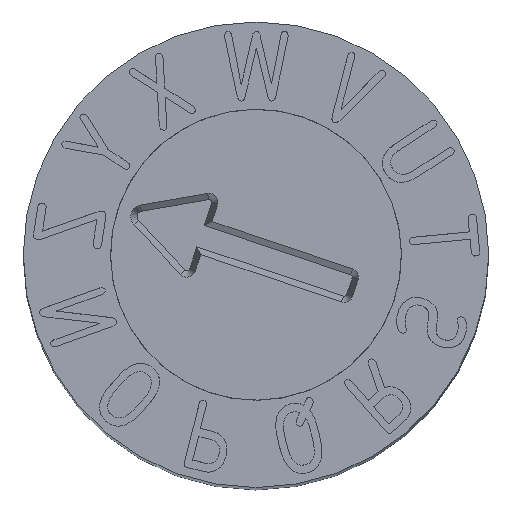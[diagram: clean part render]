
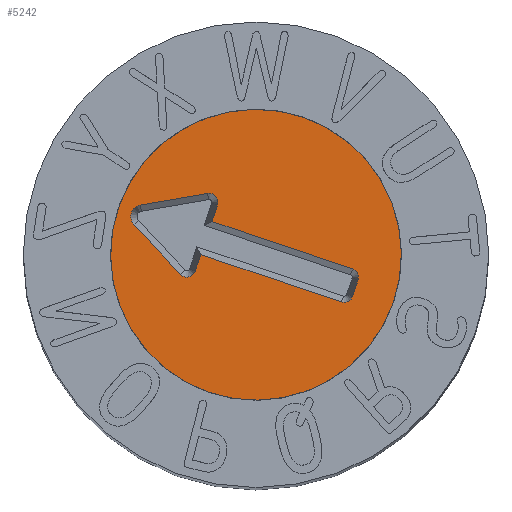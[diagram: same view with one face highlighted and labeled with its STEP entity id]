
A CAD part, top view. The second image highlights one B-rep face of the part: STEP entity #5242.
In plain terms, the highlighted planar face has unit normal (0, 0, 1).
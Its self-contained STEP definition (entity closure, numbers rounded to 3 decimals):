
#63=CIRCLE('',#5429,0.075);
#65=CIRCLE('',#5434,0.076);
#67=CIRCLE('',#5438,0.1);
#69=CIRCLE('',#5442,0.076);
#71=CIRCLE('',#5447,0.075);
#80=CIRCLE('',#5465,1.25);
#102=FACE_BOUND('',#1146,.T.);
#841=FACE_OUTER_BOUND('',#1145,.T.);
#1145=EDGE_LOOP('',(#4835));
#1146=EDGE_LOOP('',(#4836,#4837,#4838,#4839,#4840,#4841,#4842,#4843,#4844,
#4845,#4846,#4847));
#1554=LINE('',#9709,#1988);
#1557=LINE('',#9715,#1991);
#1561=LINE('',#9727,#1995);
#1565=LINE('',#9739,#1999);
#1569=LINE('',#9751,#2003);
#1572=LINE('',#9757,#2006);
#1576=LINE('',#9767,#2010);
#1988=VECTOR('',#6142,10.);
#1991=VECTOR('',#6147,10.);
#1995=VECTOR('',#6159,10.);
#1999=VECTOR('',#6171,10.);
#2003=VECTOR('',#6183,10.);
#2006=VECTOR('',#6188,10.);
#2010=VECTOR('',#6200,10.);
#2499=VERTEX_POINT('',#9700);
#2500=VERTEX_POINT('',#9702);
#2502=VERTEX_POINT('',#9708);
#2504=VERTEX_POINT('',#9714);
#2506=VERTEX_POINT('',#9720);
#2508=VERTEX_POINT('',#9726);
#2510=VERTEX_POINT('',#9732);
#2512=VERTEX_POINT('',#9738);
#2514=VERTEX_POINT('',#9744);
#2516=VERTEX_POINT('',#9750);
#2518=VERTEX_POINT('',#9756);
#2520=VERTEX_POINT('',#9762);
#2528=VERTEX_POINT('',#9794);
#3255=EDGE_CURVE('',#2500,#2499,#63,.T.);
#3258=EDGE_CURVE('',#2502,#2500,#1554,.T.);
#3261=EDGE_CURVE('',#2504,#2502,#1557,.T.);
#3264=EDGE_CURVE('',#2506,#2504,#65,.T.);
#3267=EDGE_CURVE('',#2508,#2506,#1561,.T.);
#3270=EDGE_CURVE('',#2510,#2508,#67,.T.);
#3273=EDGE_CURVE('',#2512,#2510,#1565,.T.);
#3276=EDGE_CURVE('',#2514,#2512,#69,.T.);
#3279=EDGE_CURVE('',#2516,#2514,#1569,.T.);
#3282=EDGE_CURVE('',#2518,#2516,#1572,.T.);
#3285=EDGE_CURVE('',#2520,#2518,#71,.T.);
#3288=EDGE_CURVE('',#2499,#2520,#1576,.T.);
#3300=EDGE_CURVE('',#2528,#2528,#80,.T.);
#4835=ORIENTED_EDGE('',*,*,#3300,.F.);
#4836=ORIENTED_EDGE('',*,*,#3255,.T.);
#4837=ORIENTED_EDGE('',*,*,#3288,.T.);
#4838=ORIENTED_EDGE('',*,*,#3285,.T.);
#4839=ORIENTED_EDGE('',*,*,#3282,.T.);
#4840=ORIENTED_EDGE('',*,*,#3279,.T.);
#4841=ORIENTED_EDGE('',*,*,#3276,.T.);
#4842=ORIENTED_EDGE('',*,*,#3273,.T.);
#4843=ORIENTED_EDGE('',*,*,#3270,.T.);
#4844=ORIENTED_EDGE('',*,*,#3267,.T.);
#4845=ORIENTED_EDGE('',*,*,#3264,.T.);
#4846=ORIENTED_EDGE('',*,*,#3261,.T.);
#4847=ORIENTED_EDGE('',*,*,#3258,.T.);
#4959=PLANE('',#5466);
#5242=ADVANCED_FACE('',(#841,#102),#4959,.F.);
#5429=AXIS2_PLACEMENT_3D('',#9703,#6136,#6137);
#5434=AXIS2_PLACEMENT_3D('',#9721,#6153,#6154);
#5438=AXIS2_PLACEMENT_3D('',#9733,#6165,#6166);
#5442=AXIS2_PLACEMENT_3D('',#9745,#6177,#6178);
#5447=AXIS2_PLACEMENT_3D('',#9763,#6194,#6195);
#5465=AXIS2_PLACEMENT_3D('',#9795,#6236,#6237);
#5466=AXIS2_PLACEMENT_3D('',#9797,#6239,#6240);
#6136=DIRECTION('center_axis',(0.,0.,-1.));
#6137=DIRECTION('ref_axis',(0.,-1.,0.));
#6142=DIRECTION('',(0.,1.,0.));
#6147=DIRECTION('',(1.,0.,0.));
#6153=DIRECTION('center_axis',(0.,0.,-1.));
#6154=DIRECTION('ref_axis',(0.,-1.,0.));
#6159=DIRECTION('',(-0.476,0.88,0.));
#6165=DIRECTION('center_axis',(0.,0.,-1.));
#6166=DIRECTION('ref_axis',(0.88,0.476,0.));
#6171=DIRECTION('',(-0.476,-0.88,0.));
#6177=DIRECTION('center_axis',(0.,0.,-1.));
#6178=DIRECTION('ref_axis',(-0.88,0.476,0.));
#6183=DIRECTION('',(1.,0.,0.));
#6188=DIRECTION('',(0.,-1.,0.));
#6194=DIRECTION('center_axis',(0.,0.,-1.));
#6195=DIRECTION('ref_axis',(-1.,0.,0.));
#6200=DIRECTION('',(1.,0.,0.));
#6236=DIRECTION('center_axis',(0.,0.,-1.));
#6237=DIRECTION('ref_axis',(-1.,0.,0.));
#6239=DIRECTION('center_axis',(0.,0.,-1.));
#6240=DIRECTION('ref_axis',(-1.,0.,0.));
#9700=CARTESIAN_POINT('',(-0.075,0.9,2.3));
#9702=CARTESIAN_POINT('',(-0.15,0.825,2.3));
#9703=CARTESIAN_POINT('Origin',(-0.075,0.825,2.3));
#9708=CARTESIAN_POINT('',(-0.15,-0.45,2.3));
#9709=CARTESIAN_POINT('',(-0.15,0.413,2.3));
#9714=CARTESIAN_POINT('',(-0.3,-0.45,2.3));
#9715=CARTESIAN_POINT('',(-0.075,-0.45,2.3));
#9720=CARTESIAN_POINT('',(-0.367,-0.562,2.3));
#9721=CARTESIAN_POINT('Origin',(-0.3,-0.526,2.3));
#9726=CARTESIAN_POINT('',(-0.088,-1.077,2.3));
#9727=CARTESIAN_POINT('',(-0.443,-0.421,2.3));
#9732=CARTESIAN_POINT('',(0.088,-1.077,2.3));
#9733=CARTESIAN_POINT('Origin',(0.,-1.03,
2.3));
#9738=CARTESIAN_POINT('',(0.367,-0.562,2.3));
#9739=CARTESIAN_POINT('',(0.303,-0.679,2.3));
#9744=CARTESIAN_POINT('',(0.3,-0.45,2.3));
#9745=CARTESIAN_POINT('Origin',(0.3,-0.526,2.3));
#9750=CARTESIAN_POINT('',(0.15,-0.45,2.3));
#9751=CARTESIAN_POINT('',(0.15,-0.45,2.3));
#9756=CARTESIAN_POINT('',(0.15,0.825,2.3));
#9757=CARTESIAN_POINT('',(0.15,-0.225,2.3));
#9762=CARTESIAN_POINT('',(0.075,0.9,2.3));
#9763=CARTESIAN_POINT('Origin',(0.075,0.825,2.3));
#9767=CARTESIAN_POINT('',(0.,0.9,2.3));
#9794=CARTESIAN_POINT('',(1.25,0.,2.3));
#9795=CARTESIAN_POINT('Origin',(0.,0.,2.3));
#9797=CARTESIAN_POINT('Origin',(0.,0.,2.3));
